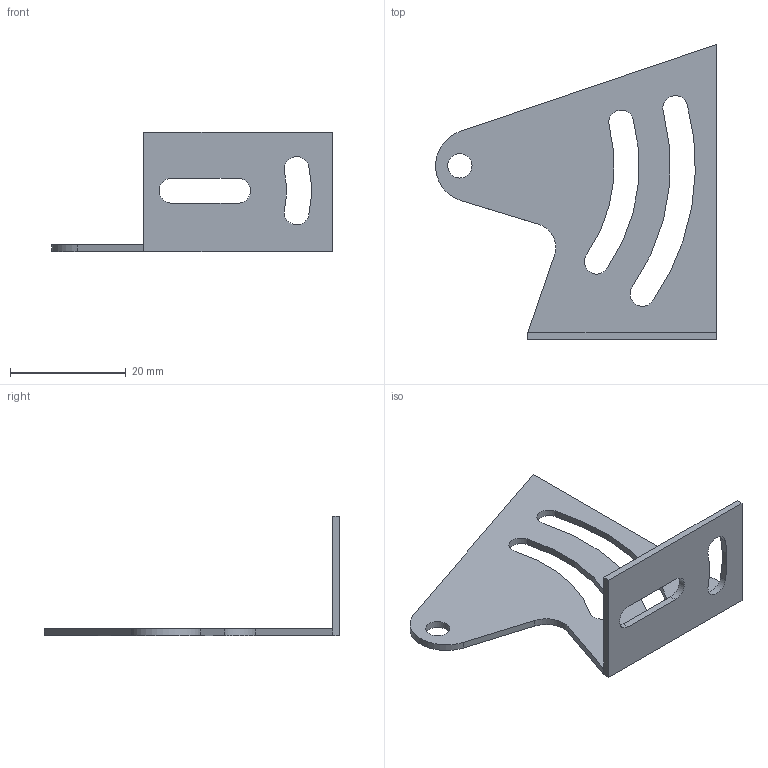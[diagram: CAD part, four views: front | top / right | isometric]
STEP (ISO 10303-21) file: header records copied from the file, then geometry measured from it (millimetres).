
FILE_DESCRIPTION(/* description */ ('STEP AP214'),/* implementation_level */ '2;1');
FILE_NAME(/* name */ '537786_SOEZ-HW-Q50',/* time_stamp */ '2024-09-15T09:41:45+02:00',/* author */ ('License CC BY-ND 4.0'),/* organization */ ('CADENAS'),/* preprocessor_version */ 'ST-DEVELOPER v19.3',/* originating_system */ 'PARTsolutions',/* authorisation */ ' ');
FILE_SCHEMA (('AUTOMOTIVE_DESIGN {1 0 10303 214 3 1 1}'));
Length unit declared in the file: millimetre
Products named in the file (1): 537786 SOEZ-HW-Q50
Bounding box: 48.49 x 50.97 x 20.56 mm (x, y, z)
Volume: 2244.1 mm3; surface area: 4272.5 mm2
Topology: 1 solids, 1 shells, 29 faces, 80 edges, 53 vertices
Faces by surface type: cylinder 17, plane 12
Full cylindrical faces by diameter (mm): 4.2 x1
Entity records: 985 total; most frequent: DIRECTION 173, CARTESIAN_POINT 162, ORIENTED_EDGE 158, EDGE_CURVE 79, AXIS2_PLACEMENT_3D 64, VERTEX_POINT 53, LINE 45, VECTOR 45
